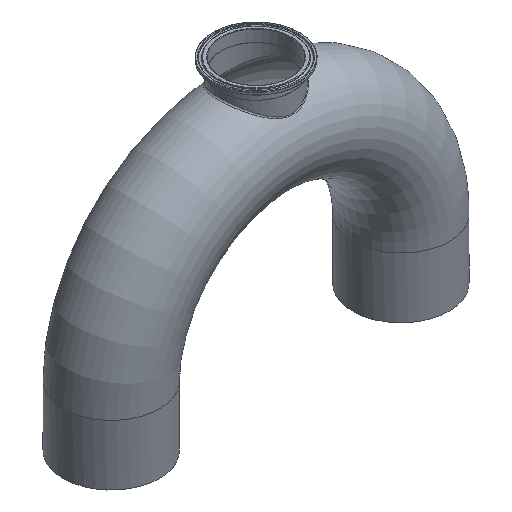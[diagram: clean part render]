
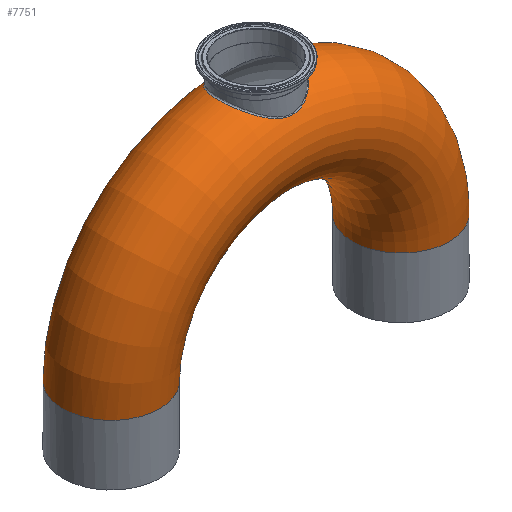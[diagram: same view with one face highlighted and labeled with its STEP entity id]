
A CAD part, isometric view. The second image highlights one B-rep face of the part: STEP entity #7751.
In plain terms, the highlighted toroidal (fillet/blend) face has major radius 152.4 mm and minor radius 50.8 mm.
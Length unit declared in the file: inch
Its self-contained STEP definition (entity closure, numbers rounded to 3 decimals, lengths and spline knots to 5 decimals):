
#26=TOROIDAL_SURFACE('',#8268,6.,2.);
#171=FACE_BOUND('',#1479,.T.);
#172=FACE_BOUND('',#1480,.T.);
#978=FACE_OUTER_BOUND('',#1478,.T.);
#1478=EDGE_LOOP('',(#7224));
#1479=EDGE_LOOP('',(#7225));
#1480=EDGE_LOOP('',(#7226));
#2635=CIRCLE('',#8202,2.);
#2660=CIRCLE('',#8259,2.);
#3039=B_SPLINE_CURVE_WITH_KNOTS('',3,(#16795,#16796,#16797,#16798,#16799,
#16800,#16801,#16802,#16803,#16804,#16805,#16806,#16807,#16808,#16809,#16810,
#16811,#16812,#16813,#16814,#16815,#16816,#16817,#16818,#16819,#16820,#16821,
#16822,#16823,#16824,#16825,#16826,#16827,#16828),.UNSPECIFIED.,.T.,.F.,
(4,1,1,1,1,1,1,1,1,1,1,1,1,1,1,1,1,1,1,1,1,1,1,1,1,1,1,1,1,1,1,4),(-19.46814,
-19.00524,-18.54235,-17.61657,-16.69079,
-15.765,-14.53063,-13.91344,-13.29625,
-12.67906,-12.06187,-10.8275,-9.59312,
-8.35874,-7.74155,-7.12436,-6.50718,
-5.88999,-5.2728,-4.65561,-3.42123,
-2.18686,-0.95248,-0.02669,0.89909,
1.82487,2.75065,3.67644,4.60222,5.528,
5.99089,6.45379),.UNSPECIFIED.);
#3779=VERTEX_POINT('',#16570);
#3783=VERTEX_POINT('',#16758);
#3806=VERTEX_POINT('',#17001);
#4917=EDGE_CURVE('',#3779,#3779,#2635,.T.);
#4923=EDGE_CURVE('',#3783,#3783,#3039,.T.);
#4945=EDGE_CURVE('',#3806,#3806,#2660,.T.);
#7224=ORIENTED_EDGE('',*,*,#4945,.F.);
#7225=ORIENTED_EDGE('',*,*,#4923,.F.);
#7226=ORIENTED_EDGE('',*,*,#4917,.F.);
#7751=ADVANCED_FACE('',(#978,#171,#172),#26,.T.);
#8202=AXIS2_PLACEMENT_3D('',#16571,#9660,#9661);
#8259=AXIS2_PLACEMENT_3D('',#17002,#9774,#9775);
#8268=AXIS2_PLACEMENT_3D('',#17014,#9792,#9793);
#9660=DIRECTION('center_axis',(0.,0.,
-1.));
#9661=DIRECTION('ref_axis',(-1.,0.,0.));
#9774=DIRECTION('center_axis',(0.,0.,
-1.));
#9775=DIRECTION('ref_axis',(1.,0.,0.));
#9792=DIRECTION('center_axis',(0.,1.,0.));
#9793=DIRECTION('ref_axis',(0.707,0.,0.707));
#16570=CARTESIAN_POINT('',(6.,-2.,-8.125));
#16571=CARTESIAN_POINT('Origin',(6.,0.,
-8.125));
#16758=CARTESIAN_POINT('',(0.,-1.51515,-0.81951));
#16795=CARTESIAN_POINT('Ctrl Pts',(0.,-1.51515,
-0.81951));
#16796=CARTESIAN_POINT('Ctrl Pts',(0.05995,-1.51515,
-0.81951));
#16797=CARTESIAN_POINT('Ctrl Pts',(0.17984,-1.50837,
-0.81305));
#16798=CARTESIAN_POINT('Ctrl Pts',(0.41388,-1.4683,
-0.77629));
#16799=CARTESIAN_POINT('Ctrl Pts',(0.68674,-1.3726,
-0.69536));
#16800=CARTESIAN_POINT('Ctrl Pts',(0.97342,-1.19543,-0.57594));
#16801=CARTESIAN_POINT('Ctrl Pts',(1.24169,-0.93614,-0.44492));
#16802=CARTESIAN_POINT('Ctrl Pts',(1.41979,-0.64254,
-0.34898));
#16803=CARTESIAN_POINT('Ctrl Pts',(1.51519,-0.34844,
-0.29638));
#16804=CARTESIAN_POINT('Ctrl Pts',(1.55193,-0.11741,
-0.27578));
#16805=CARTESIAN_POINT('Ctrl Pts',(1.55187,0.11737,-0.27587));
#16806=CARTESIAN_POINT('Ctrl Pts',(1.50305,0.42562,-0.30308));
#16807=CARTESIAN_POINT('Ctrl Pts',(1.35443,0.78354,-0.38524));
#16808=CARTESIAN_POINT('Ctrl Pts',(1.06539,1.13077,-0.53436));
#16809=CARTESIAN_POINT('Ctrl Pts',(0.75413,1.33895,-0.6708));
#16810=CARTESIAN_POINT('Ctrl Pts',(0.46926,1.45033,-0.76056));
#16811=CARTESIAN_POINT('Ctrl Pts',(0.23986,1.50298,-0.80784));
#16812=CARTESIAN_POINT('Ctrl Pts',(-0.00005,1.52125,
-0.82538));
#16813=CARTESIAN_POINT('Ctrl Pts',(-0.23986,1.50298,
-0.80783));
#16814=CARTESIAN_POINT('Ctrl Pts',(-0.4693,1.45032,
-0.76056));
#16815=CARTESIAN_POINT('Ctrl Pts',(-0.75419,1.33891,
-0.67076));
#16816=CARTESIAN_POINT('Ctrl Pts',(-1.06537,1.13079,-0.53441));
#16817=CARTESIAN_POINT('Ctrl Pts',(-1.35449,0.78351,
-0.38519));
#16818=CARTESIAN_POINT('Ctrl Pts',(-1.5179,0.38981,
-0.29489));
#16819=CARTESIAN_POINT('Ctrl Pts',(-1.56433,-0.00007,
-0.26884));
#16820=CARTESIAN_POINT('Ctrl Pts',(-1.52251,-0.35078,
-0.29233));
#16821=CARTESIAN_POINT('Ctrl Pts',(-1.40198,-0.67728,
-0.35889));
#16822=CARTESIAN_POINT('Ctrl Pts',(-1.21486,-0.96199,
-0.45805));
#16823=CARTESIAN_POINT('Ctrl Pts',(-0.97339,-1.1955,
-0.57594));
#16824=CARTESIAN_POINT('Ctrl Pts',(-0.68674,-1.37257,
-0.69537));
#16825=CARTESIAN_POINT('Ctrl Pts',(-0.41383,-1.46833,
-0.7763));
#16826=CARTESIAN_POINT('Ctrl Pts',(-0.17985,-1.50836,
-0.81305));
#16827=CARTESIAN_POINT('Ctrl Pts',(-0.05995,-1.51515,
-0.81951));
#16828=CARTESIAN_POINT('Ctrl Pts',(0.,-1.51515,
-0.81951));
#17001=CARTESIAN_POINT('',(-6.,-2.,-8.125));
#17002=CARTESIAN_POINT('Origin',(-6.,0.,-8.125));
#17014=CARTESIAN_POINT('Origin',(0.,0.,
-8.125));
